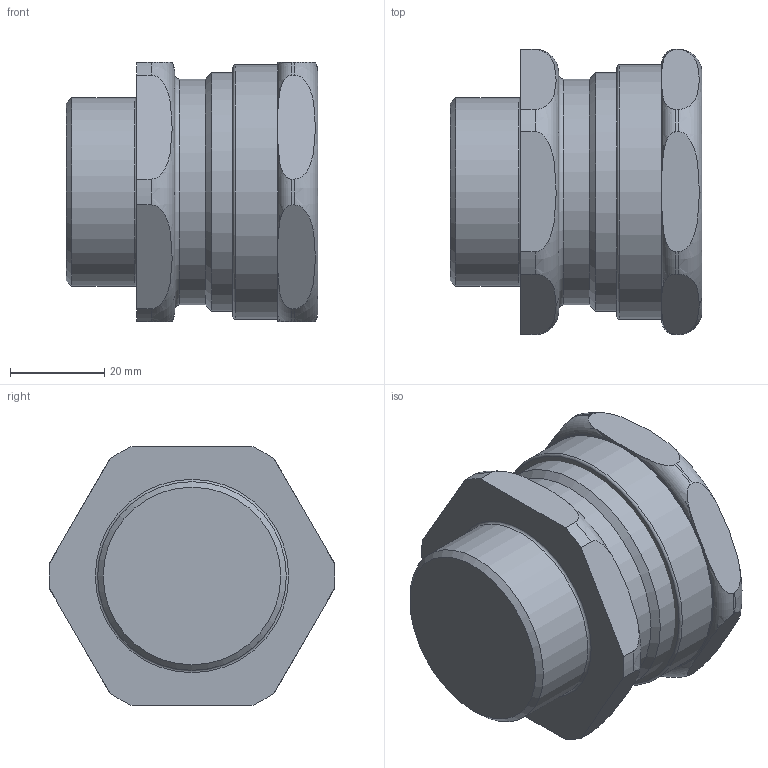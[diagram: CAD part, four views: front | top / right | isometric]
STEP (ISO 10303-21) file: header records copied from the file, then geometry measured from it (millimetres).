
FILE_DESCRIPTION(/* description */ (''),/* implementation_level */ '2;1');
FILE_NAME(/* name */ '501 421 C2.stp',/* time_stamp */ '2019-08-02T11:01:50+06:00',/* author */ ('jgandhi'),/* organization */ (''),/* preprocessor_version */ 'ST-DEVELOPER v17',/* originating_system */ 'Autodesk Inventor 2018',/* authorisation */ '');
FILE_SCHEMA (('AUTOMOTIVE_DESIGN { 1 0 10303 214 3 1 1 }'));
Length unit declared in the file: millimetre
Products named in the file (1): 501_421
Bounding box: 53.37 x 60.57 x 55 mm (x, y, z)
Volume: 138926.2 mm3; surface area: 28950.5 mm2
Topology: 5 solids, 5 shells, 179 faces, 503 edges, 337 vertices
Faces by surface type: plane 75, torus 47, cylinder 30, cone 27
Full cylindrical faces by diameter (mm): 32.5 x1, 40 x1, 41.45 x1, 42.3 x2, 47.6 x1, 47.9 x1, 50.68 x1, 53.95 x1
Entity records: 6984 total; most frequent: CARTESIAN_POINT 2208, ORIENTED_EDGE 1006, DIRECTION 953, EDGE_CURVE 503, AXIS2_PLACEMENT_3D 407, VERTEX_POINT 337, CIRCLE 227, EDGE_LOOP 184
